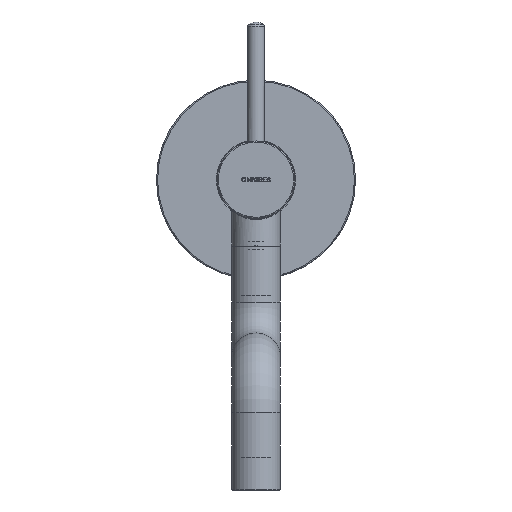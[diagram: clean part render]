
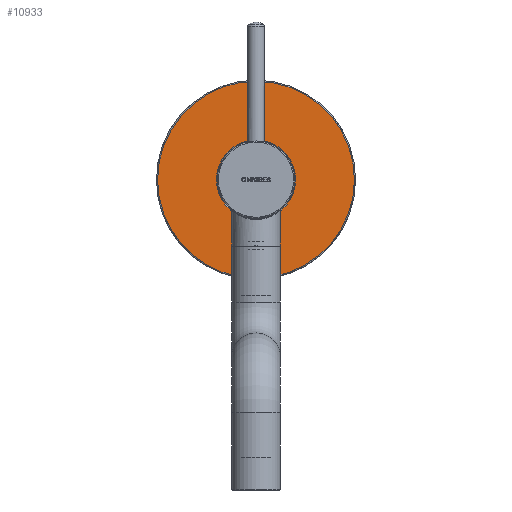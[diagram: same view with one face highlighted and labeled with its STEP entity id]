
A CAD part, front view. The second image highlights one B-rep face of the part: STEP entity #10933.
In plain terms, the highlighted planar face has unit normal (0, -1, 0).
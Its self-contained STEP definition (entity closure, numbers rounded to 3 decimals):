
#610=FACE_BOUND('',#3523,.T.);
#746=PLANE('',#11771);
#2820=FACE_OUTER_BOUND('',#3522,.T.);
#3522=EDGE_LOOP('',(#8454));
#3523=EDGE_LOOP('',(#8455));
#4232=CIRCLE('',#11772,44.5);
#4233=CIRCLE('',#11773,17.9);
#4991=VERTEX_POINT('',#23446);
#4992=VERTEX_POINT('',#23448);
#6268=EDGE_CURVE('',#4991,#4991,#4232,.T.);
#6269=EDGE_CURVE('',#4992,#4992,#4233,.T.);
#8454=ORIENTED_EDGE('',*,*,#6268,.T.);
#8455=ORIENTED_EDGE('',*,*,#6269,.F.);
#10933=ADVANCED_FACE('',(#2820,#610),#746,.T.);
#11771=AXIS2_PLACEMENT_3D('',#23445,#13418,#13419);
#11772=AXIS2_PLACEMENT_3D('',#23447,#13420,#13421);
#11773=AXIS2_PLACEMENT_3D('',#23449,#13422,#13423);
#13418=DIRECTION('center_axis',(0.,-1.,0.));
#13419=DIRECTION('ref_axis',(0.,0.,
-1.));
#13420=DIRECTION('center_axis',(0.,-1.,0.));
#13421=DIRECTION('ref_axis',(0.,0.,1.));
#13422=DIRECTION('center_axis',(0.,-1.,0.));
#13423=DIRECTION('ref_axis',(0.,0.,
-1.));
#23445=CARTESIAN_POINT('Origin',(-21.213,5.5,-21.213));
#23446=CARTESIAN_POINT('',(-21.407,5.5,-65.713));
#23447=CARTESIAN_POINT('Origin',(-21.213,5.5,-21.213));
#23448=CARTESIAN_POINT('',(-21.213,5.5,-3.313));
#23449=CARTESIAN_POINT('Origin',(-21.213,5.5,-21.213));
